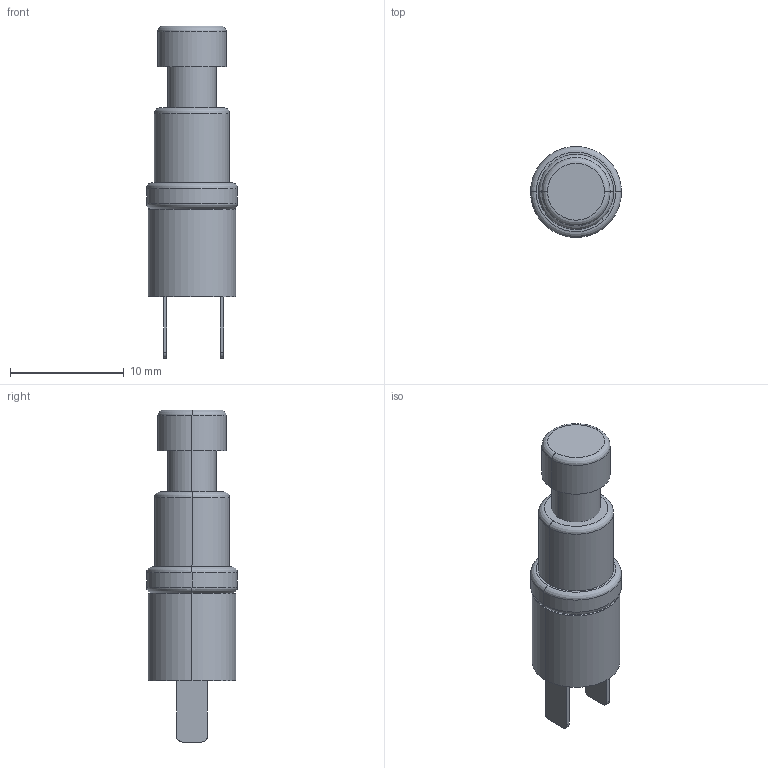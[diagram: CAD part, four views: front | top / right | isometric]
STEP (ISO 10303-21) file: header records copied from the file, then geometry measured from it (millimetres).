
FILE_DESCRIPTION(/* description */ (''),/* implementation_level */ '2;1');
FILE_NAME(/* name */ 'Pulsador',/* time_stamp */ '2021-05-16T23:16:19-03:00',/* author */ (''),/* organization */ (''),/* preprocessor_version */ 'ST-DEVELOPER v15',/* originating_system */ '',/* authorisation */ '');
FILE_SCHEMA (('AUTOMOTIVE_DESIGN'));
Length unit declared in the file: millimetre
Products named in the file (1): Document
Bounding box: 8 x 7.99 x 29.2 mm (x, y, z)
Volume: 859.8 mm3; surface area: 893.4 mm2
Topology: 7 solids, 7 shells, 44 faces, 82 edges, 52 vertices
Faces by surface type: plane 22, bspline 22
Entity records: 1312 total; most frequent: CARTESIAN_POINT 696, ORIENTED_EDGE 164, EDGE_CURVE 82, VERTEX_POINT 52, ADVANCED_FACE 44, FACE_OUTER_BOUND 44, EDGE_LOOP 44, B_SPLINE_CURVE_WITH_KNOTS 28
